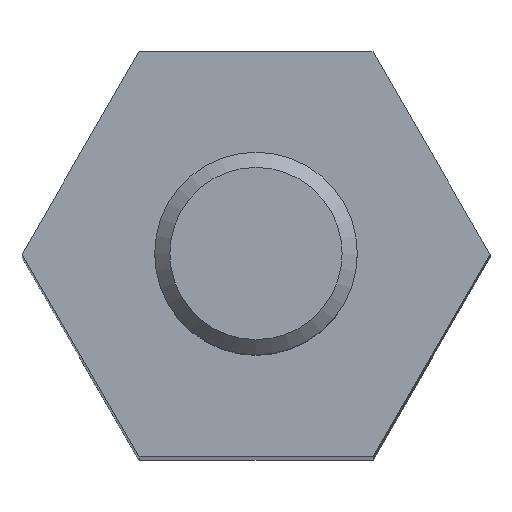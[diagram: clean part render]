
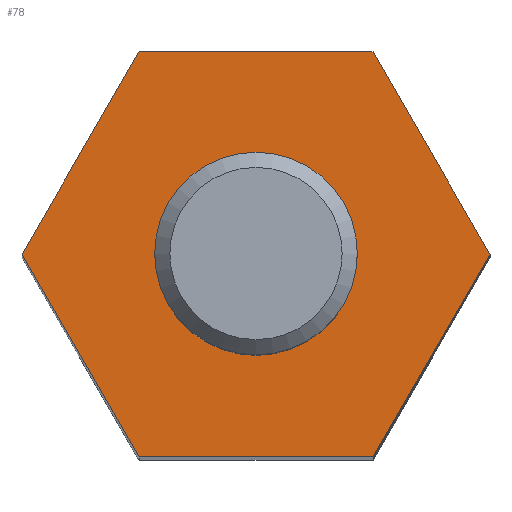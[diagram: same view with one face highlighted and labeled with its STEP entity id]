
A CAD part, top view. The second image highlights one B-rep face of the part: STEP entity #78.
In plain terms, the highlighted planar face has unit normal (0, 0, 1).
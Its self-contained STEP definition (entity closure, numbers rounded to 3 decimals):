
#78 = ADVANCED_FACE( '', ( #166, #167 ), #168, .T. );
#166 = FACE_BOUND( '', #264, .T. );
#167 = FACE_OUTER_BOUND( '', #265, .T. );
#168 = PLANE( '', #266 );
#264 = EDGE_LOOP( '', ( #410 ) );
#265 = EDGE_LOOP( '', ( #411, #412, #413, #414, #415, #416 ) );
#266 = AXIS2_PLACEMENT_3D( '', #417, #418, #419 );
#410 = ORIENTED_EDGE( '', *, *, #528, .T. );
#411 = ORIENTED_EDGE( '', *, *, #544, .T. );
#412 = ORIENTED_EDGE( '', *, *, #548, .T. );
#413 = ORIENTED_EDGE( '', *, *, #525, .T. );
#414 = ORIENTED_EDGE( '', *, *, #515, .T. );
#415 = ORIENTED_EDGE( '', *, *, #502, .T. );
#416 = ORIENTED_EDGE( '', *, *, #549, .T. );
#417 = CARTESIAN_POINT( '', ( 0., 0., 0. ) );
#418 = DIRECTION( '', ( 0., 0., 1. ) );
#419 = DIRECTION( '', ( 1., 0., 0. ) );
#502 = EDGE_CURVE( '', #568, #574, #576, .T. );
#515 = EDGE_CURVE( '', #593, #568, #598, .T. );
#525 = EDGE_CURVE( '', #608, #593, #611, .T. );
#528 = EDGE_CURVE( '', #615, #615, #616, .F. );
#544 = EDGE_CURVE( '', #635, #637, #639, .T. );
#548 = EDGE_CURVE( '', #637, #608, #644, .T. );
#549 = EDGE_CURVE( '', #574, #635, #645, .T. );
#568 = VERTEX_POINT( '', #666 );
#574 = VERTEX_POINT( '', #675 );
#576 = LINE( '', #678, #679 );
#593 = VERTEX_POINT( '', #700 );
#598 = LINE( '', #708, #709 );
#608 = VERTEX_POINT( '', #720 );
#611 = LINE( '', #725, #726 );
#615 = VERTEX_POINT( '', #730 );
#616 = CIRCLE( '', #731, 1.85 );
#635 = VERTEX_POINT( '', #752 );
#637 = VERTEX_POINT( '', #755 );
#639 = LINE( '', #758, #759 );
#644 = LINE( '', #764, #765 );
#645 = LINE( '', #766, #767 );
#666 = CARTESIAN_POINT( '', ( -2.309, 4., 0. ) );
#675 = CARTESIAN_POINT( '', ( -4.619, 0., 0. ) );
#678 = CARTESIAN_POINT( '', ( -2.309, 4., 0. ) );
#679 = VECTOR( '', #790, 1000. );
#700 = CARTESIAN_POINT( '', ( 2.309, 4., 0. ) );
#708 = CARTESIAN_POINT( '', ( 2.309, 4., 0. ) );
#709 = VECTOR( '', #804, 1000. );
#720 = CARTESIAN_POINT( '', ( 4.619, 0., 0. ) );
#725 = CARTESIAN_POINT( '', ( 4.619, 0., 0. ) );
#726 = VECTOR( '', #817, 1000. );
#730 = CARTESIAN_POINT( '', ( 1.85, 0., 0. ) );
#731 = AXIS2_PLACEMENT_3D( '', #821, #822, #823 );
#752 = CARTESIAN_POINT( '', ( -2.309, -4., 0. ) );
#755 = CARTESIAN_POINT( '', ( 2.309, -4., 0. ) );
#758 = CARTESIAN_POINT( '', ( -2.309, -4., 0. ) );
#759 = VECTOR( '', #846, 1000. );
#764 = CARTESIAN_POINT( '', ( 2.309, -4., 0. ) );
#765 = VECTOR( '', #850, 1000. );
#766 = CARTESIAN_POINT( '', ( -4.619, 0., 0. ) );
#767 = VECTOR( '', #851, 1000. );
#790 = DIRECTION( '', ( -0.5, -0.866, 0. ) );
#804 = DIRECTION( '', ( -1., 0., 0. ) );
#817 = DIRECTION( '', ( -0.5, 0.866, 0. ) );
#821 = CARTESIAN_POINT( '', ( 0., 0., 0. ) );
#822 = DIRECTION( '', ( 0., 0., 1. ) );
#823 = DIRECTION( '', ( 1., 0., 0. ) );
#846 = DIRECTION( '', ( 1., 0., 0. ) );
#850 = DIRECTION( '', ( 0.5, 0.866, 0. ) );
#851 = DIRECTION( '', ( 0.5, -0.866, 0. ) );
